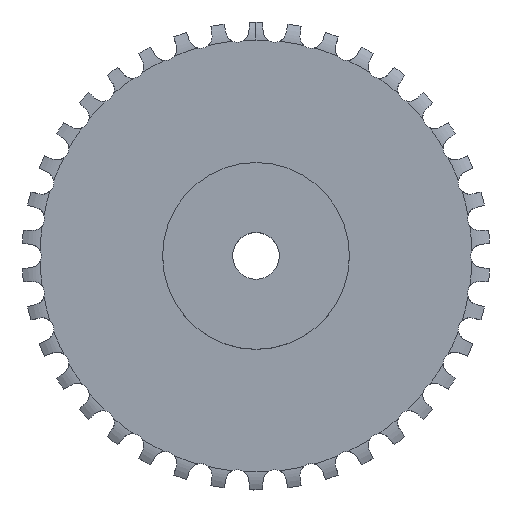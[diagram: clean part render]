
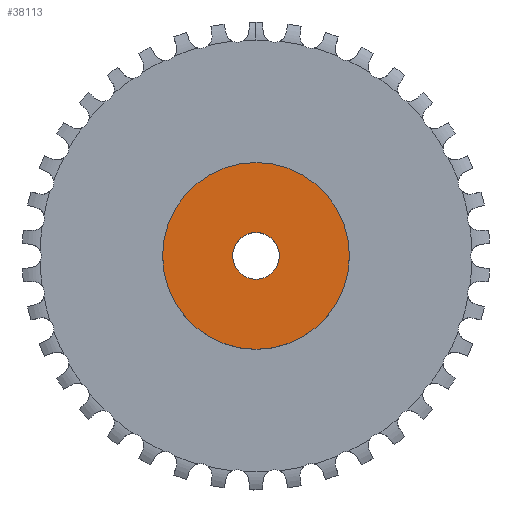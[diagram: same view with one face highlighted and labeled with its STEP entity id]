
A CAD part, top view. The second image highlights one B-rep face of the part: STEP entity #38113.
In plain terms, the highlighted planar face has unit normal (0, 0, 1).
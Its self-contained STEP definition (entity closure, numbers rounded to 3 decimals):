
#11102 = CYLINDRICAL_SURFACE('',#11103,20.);
#11103 = AXIS2_PLACEMENT_3D('',#11104,#11105,#11106);
#11104 = CARTESIAN_POINT('',(0.,0.,0.));
#11105 = DIRECTION('',(-0.,-0.,-1.));
#11106 = DIRECTION('',(1.,0.,0.));
#31218 = CYLINDRICAL_SURFACE('',#31219,5.);
#31219 = AXIS2_PLACEMENT_3D('',#31220,#31221,#31222);
#31220 = CARTESIAN_POINT('',(0.,0.,144.009));
#31221 = DIRECTION('',(0.,0.,1.));
#31222 = DIRECTION('',(1.,0.,-0.));
#35694 = VERTEX_POINT('',#35695);
#35695 = CARTESIAN_POINT('',(20.,0.,16.));
#35716 = EDGE_CURVE('',#35694,#35694,#35717,.T.);
#35717 = SURFACE_CURVE('',#35718,(#35723,#35730),.PCURVE_S1.);
#35718 = CIRCLE('',#35719,20.);
#35719 = AXIS2_PLACEMENT_3D('',#35720,#35721,#35722);
#35720 = CARTESIAN_POINT('',(0.,0.,16.));
#35721 = DIRECTION('',(0.,0.,1.));
#35722 = DIRECTION('',(1.,0.,0.));
#35723 = PCURVE('',#11102,#35724);
#35724 = DEFINITIONAL_REPRESENTATION('',(#35725),#35729);
#35725 = LINE('',#35726,#35727);
#35726 = CARTESIAN_POINT('',(-0.,-16.));
#35727 = VECTOR('',#35728,1.);
#35728 = DIRECTION('',(-1.,0.));
#35729 = ( GEOMETRIC_REPRESENTATION_CONTEXT(2) 
PARAMETRIC_REPRESENTATION_CONTEXT() REPRESENTATION_CONTEXT('2D SPACE',''
  ) );
#35730 = PCURVE('',#35731,#35736);
#35731 = PLANE('',#35732);
#35732 = AXIS2_PLACEMENT_3D('',#35733,#35734,#35735);
#35733 = CARTESIAN_POINT('',(0.,0.,16.));
#35734 = DIRECTION('',(-0.,0.,1.));
#35735 = DIRECTION('',(0.,-1.,0.));
#35736 = DEFINITIONAL_REPRESENTATION('',(#35737),#35741);
#35737 = CIRCLE('',#35738,20.);
#35738 = AXIS2_PLACEMENT_2D('',#35739,#35740);
#35739 = CARTESIAN_POINT('',(0.,0.));
#35740 = DIRECTION('',(0.,1.));
#35741 = ( GEOMETRIC_REPRESENTATION_CONTEXT(2) 
PARAMETRIC_REPRESENTATION_CONTEXT() REPRESENTATION_CONTEXT('2D SPACE',''
  ) );
#38067 = EDGE_CURVE('',#38068,#38068,#38070,.T.);
#38068 = VERTEX_POINT('',#38069);
#38069 = CARTESIAN_POINT('',(5.,0.,16.));
#38070 = SURFACE_CURVE('',#38071,(#38076,#38083),.PCURVE_S1.);
#38071 = CIRCLE('',#38072,5.);
#38072 = AXIS2_PLACEMENT_3D('',#38073,#38074,#38075);
#38073 = CARTESIAN_POINT('',(0.,0.,16.));
#38074 = DIRECTION('',(0.,0.,1.));
#38075 = DIRECTION('',(1.,0.,-0.));
#38076 = PCURVE('',#31218,#38077);
#38077 = DEFINITIONAL_REPRESENTATION('',(#38078),#38082);
#38078 = LINE('',#38079,#38080);
#38079 = CARTESIAN_POINT('',(0.,-128.009));
#38080 = VECTOR('',#38081,1.);
#38081 = DIRECTION('',(1.,0.));
#38082 = ( GEOMETRIC_REPRESENTATION_CONTEXT(2) 
PARAMETRIC_REPRESENTATION_CONTEXT() REPRESENTATION_CONTEXT('2D SPACE',''
  ) );
#38083 = PCURVE('',#35731,#38084);
#38084 = DEFINITIONAL_REPRESENTATION('',(#38085),#38089);
#38085 = CIRCLE('',#38086,5.);
#38086 = AXIS2_PLACEMENT_2D('',#38087,#38088);
#38087 = CARTESIAN_POINT('',(0.,0.));
#38088 = DIRECTION('',(0.,1.));
#38089 = ( GEOMETRIC_REPRESENTATION_CONTEXT(2) 
PARAMETRIC_REPRESENTATION_CONTEXT() REPRESENTATION_CONTEXT('2D SPACE',''
  ) );
#38113 = ADVANCED_FACE('',(#38114,#38117),#35731,.T.);
#38114 = FACE_BOUND('',#38115,.T.);
#38115 = EDGE_LOOP('',(#38116));
#38116 = ORIENTED_EDGE('',*,*,#35716,.T.);
#38117 = FACE_BOUND('',#38118,.T.);
#38118 = EDGE_LOOP('',(#38119));
#38119 = ORIENTED_EDGE('',*,*,#38067,.F.);
